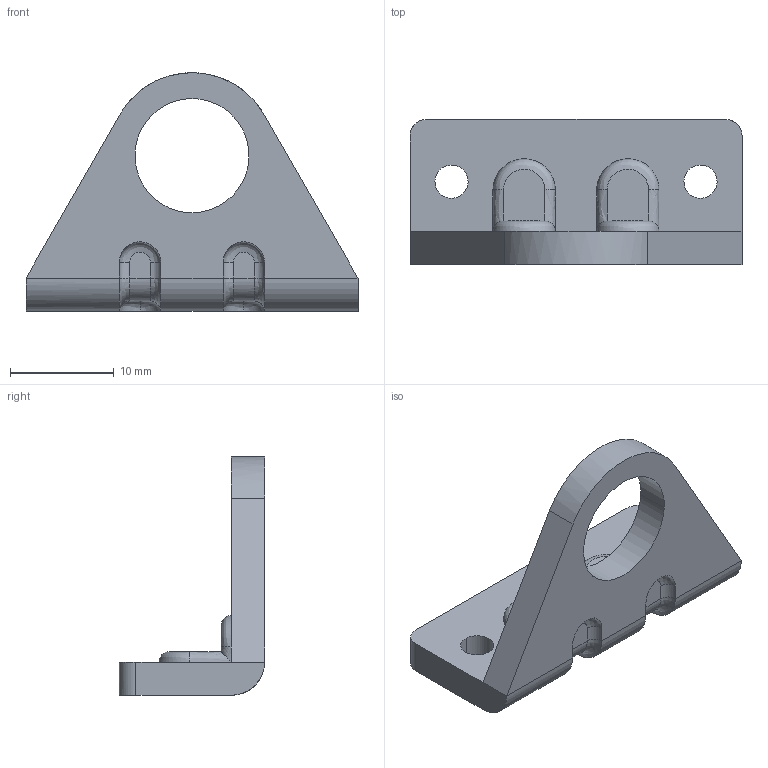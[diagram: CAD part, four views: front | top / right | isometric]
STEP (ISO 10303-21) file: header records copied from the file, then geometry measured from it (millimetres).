
FILE_DESCRIPTION((''),'2;1');
FILE_NAME('','2005-07-15T15:01:39',(''),(''),'','CADfix','');
FILE_SCHEMA(('AUTOMOTIVE_DESIGN'));
Length unit declared in the file: millimetre
Products named in the file (1): bracket
Bounding box: 32 x 14 x 22.99 mm (x, y, z)
Volume: 2298.1 mm3; surface area: 1993.5 mm2
Topology: 1 solids, 1 shells, 61 faces, 161 edges, 102 vertices
Faces by surface type: bspline 61
Entity records: 2047 total; most frequent: CARTESIAN_POINT 1157, ORIENTED_EDGE 322, EDGE_CURVE 161, VERTEX_POINT 102, QUASI_UNIFORM_CURVE 71, EDGE_LOOP 67, FACE_OUTER_BOUND 61, ADVANCED_FACE 61
